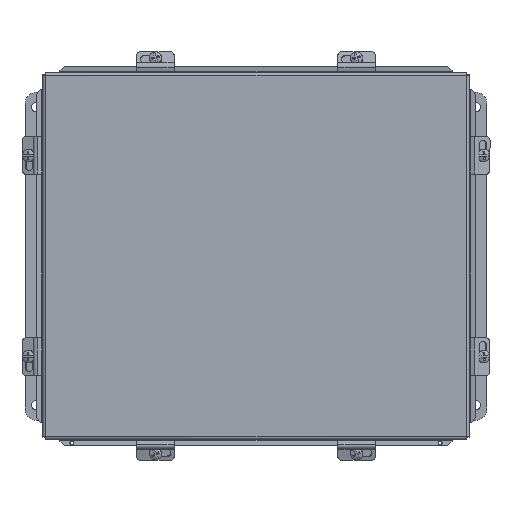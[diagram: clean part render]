
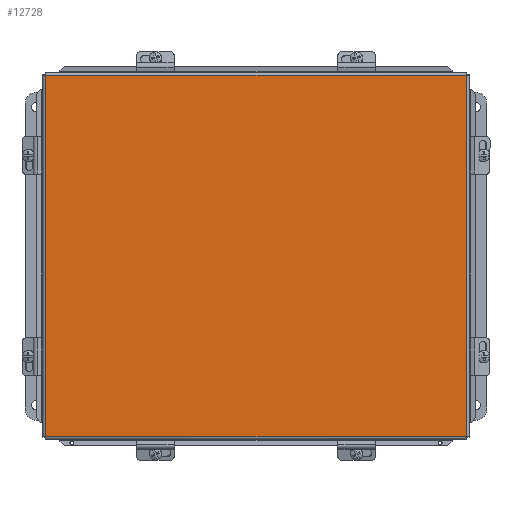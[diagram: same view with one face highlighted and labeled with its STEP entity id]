
A CAD part, top view. The second image highlights one B-rep face of the part: STEP entity #12728.
In plain terms, the highlighted face is planar.
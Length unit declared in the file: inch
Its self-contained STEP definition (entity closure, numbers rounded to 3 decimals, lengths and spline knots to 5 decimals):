
#205 = LINE ( 'NONE', #241, #6002 ) ;
#212 = DIRECTION ( 'NONE',  ( 0., -1., 0. ) ) ;
#241 = CARTESIAN_POINT ( 'NONE',  ( 12.21675, 14.21675, 0. ) ) ;
#420 = ORIENTED_EDGE ( 'NONE', *, *, #10754, .T. ) ;
#935 = PLANE ( 'NONE',  #3360 ) ;
#1795 = EDGE_CURVE ( 'NONE', #13104, #6094, #4115, .T. ) ;
#2035 = ORIENTED_EDGE ( 'NONE', *, *, #2818, .T. ) ;
#2818 = EDGE_CURVE ( 'NONE', #12359, #13104, #8301, .T. ) ;
#3243 = CARTESIAN_POINT ( 'NONE',  ( 12.21675, 0.09325, 0. ) ) ;
#3360 = AXIS2_PLACEMENT_3D ( 'NONE', #12667, #6380, #13653 ) ;
#4115 = LINE ( 'NONE', #13079, #4204 ) ;
#4204 = VECTOR ( 'NONE', #12936, 39.37008 ) ;
#5547 = CARTESIAN_POINT ( 'NONE',  ( 0.09325, 14.21675, 0. ) ) ;
#5891 = EDGE_CURVE ( 'NONE', #6094, #6718, #9698, .T. ) ;
#6002 = VECTOR ( 'NONE', #212, 39.37008 ) ;
#6094 = VERTEX_POINT ( 'NONE', #5547 ) ;
#6257 = ORIENTED_EDGE ( 'NONE', *, *, #1795, .T. ) ;
#6380 = DIRECTION ( 'NONE',  ( 0., 0., 1. ) ) ;
#6718 = VERTEX_POINT ( 'NONE', #9171 ) ;
#7732 = ORIENTED_EDGE ( 'NONE', *, *, #5891, .T. ) ;
#8301 = LINE ( 'NONE', #3243, #8653 ) ;
#8653 = VECTOR ( 'NONE', #12516, 39.37008 ) ;
#9155 = EDGE_LOOP ( 'NONE', ( #420, #2035, #6257, #7732 ) ) ;
#9171 = CARTESIAN_POINT ( 'NONE',  ( 12.21675, 14.21675, 0. ) ) ;
#9669 = VECTOR ( 'NONE', #10084, 39.37008 ) ;
#9698 = LINE ( 'NONE', #10791, #9669 ) ;
#10084 = DIRECTION ( 'NONE',  ( 1., 0., 0. ) ) ;
#10754 = EDGE_CURVE ( 'NONE', #6718, #12359, #205, .T. ) ;
#10791 = CARTESIAN_POINT ( 'NONE',  ( 0.09325, 14.21675, 0. ) ) ;
#11037 = CARTESIAN_POINT ( 'NONE',  ( 0.09325, 0.09325, 0. ) ) ;
#11470 = FACE_OUTER_BOUND ( 'NONE', #9155, .T. ) ;
#12359 = VERTEX_POINT ( 'NONE', #12848 ) ;
#12516 = DIRECTION ( 'NONE',  ( -1., 0., 0. ) ) ;
#12667 = CARTESIAN_POINT ( 'NONE',  ( 6.155, 7.155, 0. ) ) ;
#12728 = ADVANCED_FACE ( 'NONE', ( #11470 ), #935, .F. ) ;
#12848 = CARTESIAN_POINT ( 'NONE',  ( 12.21675, 0.09325, 0. ) ) ;
#12936 = DIRECTION ( 'NONE',  ( 0., 1., 0. ) ) ;
#13079 = CARTESIAN_POINT ( 'NONE',  ( 0.09325, 0.09325, 0. ) ) ;
#13104 = VERTEX_POINT ( 'NONE', #11037 ) ;
#13653 = DIRECTION ( 'NONE',  ( 1., 0., 0. ) ) ;
